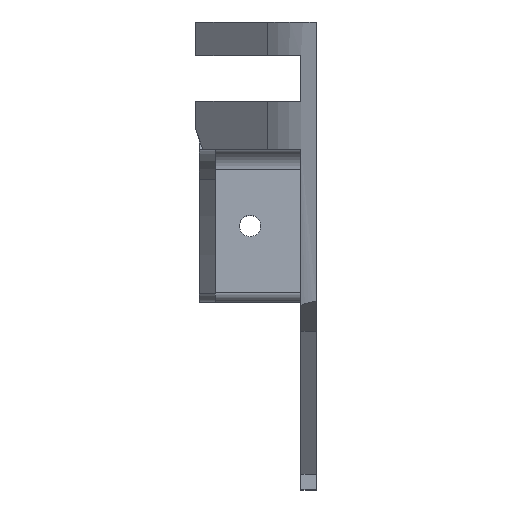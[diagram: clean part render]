
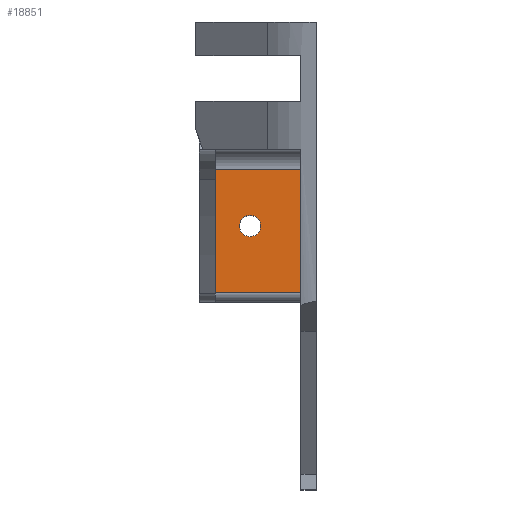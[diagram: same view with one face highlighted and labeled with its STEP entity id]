
A CAD part, top view. The second image highlights one B-rep face of the part: STEP entity #18851.
In plain terms, the highlighted planar face has unit normal (0, 0, 1).
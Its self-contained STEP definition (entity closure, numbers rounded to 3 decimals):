
#98=CIRCLE('',#19361,2.1);
#176=FACE_BOUND('',#2639,.T.);
#1608=FACE_OUTER_BOUND('',#2638,.T.);
#2638=EDGE_LOOP('',(#17161,#17162,#17163,#17164));
#2639=EDGE_LOOP('',(#17165));
#5264=LINE('',#32716,#6959);
#5365=LINE('',#32973,#7060);
#5366=LINE('',#32977,#7061);
#5367=LINE('',#32978,#7062);
#6959=VECTOR('',#21703,10.);
#7060=VECTOR('',#21928,10.);
#7061=VECTOR('',#21933,10.);
#7062=VECTOR('',#21934,10.);
#8899=VERTEX_POINT('',#32713);
#8900=VERTEX_POINT('',#32715);
#8983=VERTEX_POINT('',#32927);
#8994=VERTEX_POINT('',#32972);
#8995=VERTEX_POINT('',#32976);
#11615=EDGE_CURVE('',#8899,#8900,#5264,.T.);
#11721=EDGE_CURVE('',#8983,#8983,#98,.T.);
#11744=EDGE_CURVE('',#8900,#8994,#5365,.T.);
#11746=EDGE_CURVE('',#8899,#8995,#5366,.T.);
#11747=EDGE_CURVE('',#8995,#8994,#5367,.T.);
#17161=ORIENTED_EDGE('',*,*,#11744,.F.);
#17162=ORIENTED_EDGE('',*,*,#11615,.F.);
#17163=ORIENTED_EDGE('',*,*,#11746,.T.);
#17164=ORIENTED_EDGE('',*,*,#11747,.T.);
#17165=ORIENTED_EDGE('',*,*,#11721,.T.);
#17878=PLANE('',#19381);
#18851=ADVANCED_FACE('',(#1608,#176),#17878,.T.);
#19361=AXIS2_PLACEMENT_3D('',#32928,#21875,#21876);
#19381=AXIS2_PLACEMENT_3D('',#32975,#21931,#21932);
#21703=DIRECTION('',(0.,-1.,0.));
#21875=DIRECTION('center_axis',(0.,0.,
-1.));
#21876=DIRECTION('ref_axis',(1.,0.,0.));
#21928=DIRECTION('',(-1.,0.,0.));
#21931=DIRECTION('center_axis',(0.,0.,
1.));
#21932=DIRECTION('ref_axis',(-1.,0.,0.));
#21933=DIRECTION('',(-1.,0.,0.));
#21934=DIRECTION('',(0.,-1.,0.));
#32713=CARTESIAN_POINT('',(-59.69,-44.603,-57.775));
#32715=CARTESIAN_POINT('',(-59.69,-68.603,-57.775));
#32716=CARTESIAN_POINT('',(-59.69,-63.103,-57.775));
#32927=CARTESIAN_POINT('',(-71.79,-55.603,-57.775));
#32928=CARTESIAN_POINT('Origin',(-69.69,-55.603,-57.775));
#32972=CARTESIAN_POINT('',(-76.502,-68.603,-57.775));
#32973=CARTESIAN_POINT('',(-64.518,-68.603,-57.775));
#32975=CARTESIAN_POINT('Origin',(-59.69,-40.603,-57.775));
#32976=CARTESIAN_POINT('',(-76.502,-44.603,-57.775));
#32977=CARTESIAN_POINT('',(-79.002,-44.603,-57.775));
#32978=CARTESIAN_POINT('',(-76.502,-46.312,-57.775));
